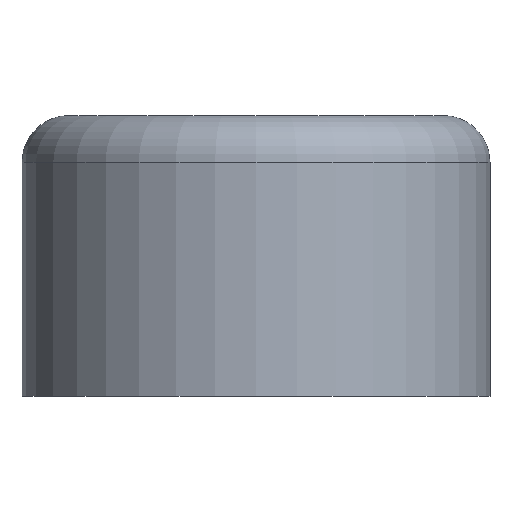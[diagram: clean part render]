
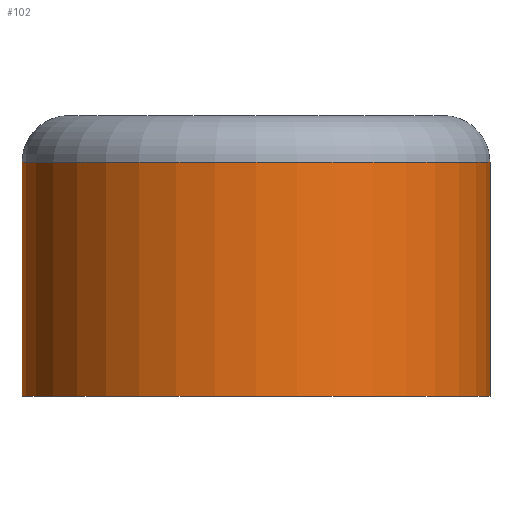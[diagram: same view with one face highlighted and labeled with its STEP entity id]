
A CAD part, front view. The second image highlights one B-rep face of the part: STEP entity #102.
In plain terms, the highlighted cylindrical face has radius 10 mm (diameter 20 mm), a full revolution.
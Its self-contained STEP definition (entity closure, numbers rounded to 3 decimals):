
#19=FACE_OUTER_BOUND('',#25,.T.);
#25=EDGE_LOOP('',(#68,#69,#70,#71));
#33=LINE('',#183,#36);
#36=VECTOR('',#149,10.);
#39=CIRCLE('',#129,10.);
#40=CIRCLE('',#130,10.);
#48=VERTEX_POINT('',#180);
#49=VERTEX_POINT('',#182);
#56=EDGE_CURVE('',#48,#48,#39,.T.);
#57=EDGE_CURVE('',#48,#49,#33,.T.);
#58=EDGE_CURVE('',#49,#49,#40,.T.);
#68=ORIENTED_EDGE('',*,*,#56,.F.);
#69=ORIENTED_EDGE('',*,*,#57,.T.);
#70=ORIENTED_EDGE('',*,*,#58,.F.);
#71=ORIENTED_EDGE('',*,*,#57,.F.);
#92=CYLINDRICAL_SURFACE('',#128,10.);
#102=ADVANCED_FACE('',(#19),#92,.T.);
#128=AXIS2_PLACEMENT_3D('',#179,#145,#146);
#129=AXIS2_PLACEMENT_3D('',#181,#147,#148);
#130=AXIS2_PLACEMENT_3D('',#184,#150,#151);
#145=DIRECTION('center_axis',(0.,0.,1.));
#146=DIRECTION('ref_axis',(-1.,0.,0.));
#147=DIRECTION('center_axis',(0.,0.,1.));
#148=DIRECTION('ref_axis',(-1.,0.,0.));
#149=DIRECTION('',(0.,0.,-1.));
#150=DIRECTION('center_axis',(0.,0.,-1.));
#151=DIRECTION('ref_axis',(-1.,0.,0.));
#179=CARTESIAN_POINT('Origin',(0.,0.,0.));
#180=CARTESIAN_POINT('',(10.,0.,10.));
#181=CARTESIAN_POINT('Origin',(0.,0.,10.));
#182=CARTESIAN_POINT('',(10.,0.,0.));
#183=CARTESIAN_POINT('',(10.,0.,0.));
#184=CARTESIAN_POINT('Origin',(0.,0.,0.));
